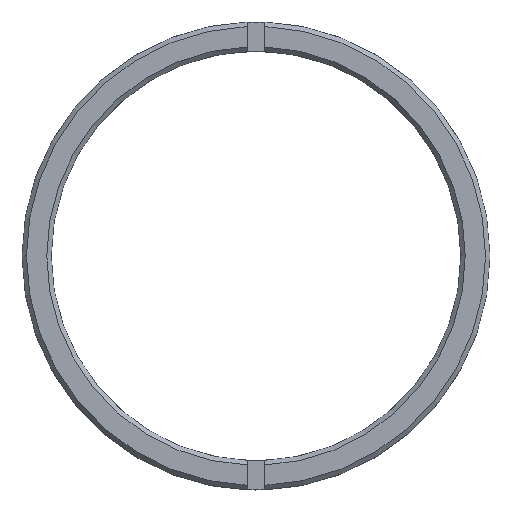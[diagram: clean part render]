
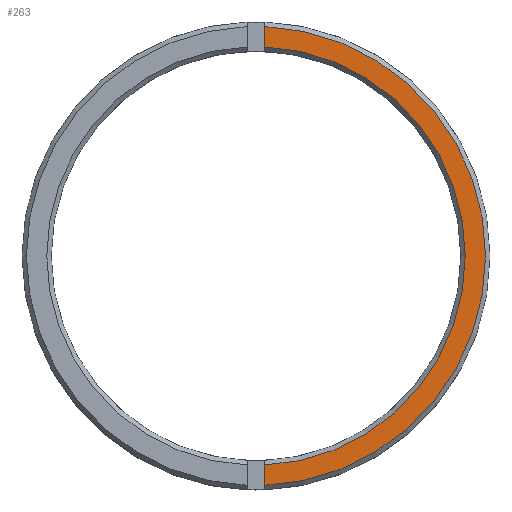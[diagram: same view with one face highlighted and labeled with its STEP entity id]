
A CAD part, top view. The second image highlights one B-rep face of the part: STEP entity #263.
In plain terms, the highlighted planar face has unit normal (0, 0, 1).
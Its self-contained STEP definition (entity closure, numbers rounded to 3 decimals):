
#30 = CARTESIAN_POINT ( 'NONE',  ( 0.5, 11.744, 2. ) ) ;
#31 = VERTEX_POINT ( 'NONE', #30 ) ;
#44 = DIRECTION ( 'NONE',  ( 1., 0., 0. ) ) ;
#52 = DIRECTION ( 'NONE',  ( 0., 0., 1. ) ) ;
#74 = DIRECTION ( 'NONE',  ( 0., 1., 0. ) ) ;
#104 = CARTESIAN_POINT ( 'NONE',  ( 0., 0., 2. ) ) ;
#133 = CARTESIAN_POINT ( 'NONE',  ( 0.5, 55., 2. ) ) ;
#150 = ORIENTED_EDGE ( 'NONE', *, *, #282, .T. ) ;
#152 = CARTESIAN_POINT ( 'NONE',  ( 0.5, -11.744, 2. ) ) ;
#182 = CIRCLE ( 'NONE', #589, 11.755 ) ;
#188 = CARTESIAN_POINT ( 'NONE',  ( 0., 0., 2. ) ) ;
#197 = ORIENTED_EDGE ( 'NONE', *, *, #534, .F. ) ;
#263 = ADVANCED_FACE ( 'NONE', ( #797 ), #375, .T. ) ;
#270 = LINE ( 'NONE', #133, #788 ) ;
#273 = CIRCLE ( 'NONE', #704, 11.755 ) ;
#282 = EDGE_CURVE ( 'NONE', #596, #586, #182, .T. ) ;
#306 = DIRECTION ( 'NONE',  ( 0., 0., -1. ) ) ;
#310 = DIRECTION ( 'NONE',  ( 0., 0., -1. ) ) ;
#311 = DIRECTION ( 'NONE',  ( 1., 0., 0. ) ) ;
#360 = DIRECTION ( 'NONE',  ( 0., 0., 1. ) ) ;
#375 = PLANE ( 'NONE',  #382 ) ;
#382 = AXIS2_PLACEMENT_3D ( 'NONE', #104, #52, #311 ) ;
#396 = AXIS2_PLACEMENT_3D ( 'NONE', #728, #360, #44 ) ;
#461 = CARTESIAN_POINT ( 'NONE',  ( 11.755, 0., 2. ) ) ;
#485 = CARTESIAN_POINT ( 'NONE',  ( 0.5, -12.885, 2. ) ) ;
#528 = ORIENTED_EDGE ( 'NONE', *, *, #770, .F. ) ;
#534 = EDGE_CURVE ( 'NONE', #31, #580, #270, .T. ) ;
#580 = VERTEX_POINT ( 'NONE', #651 ) ;
#586 = VERTEX_POINT ( 'NONE', #152 ) ;
#588 = VECTOR ( 'NONE', #676, 1000. ) ;
#589 = AXIS2_PLACEMENT_3D ( 'NONE', #681, #306, #787 ) ;
#596 = VERTEX_POINT ( 'NONE', #461 ) ;
#618 = LINE ( 'NONE', #803, #588 ) ;
#631 = DIRECTION ( 'NONE',  ( 1., 0., 0. ) ) ;
#648 = VERTEX_POINT ( 'NONE', #485 ) ;
#651 = CARTESIAN_POINT ( 'NONE',  ( 0.5, 12.885, 2. ) ) ;
#667 = ORIENTED_EDGE ( 'NONE', *, *, #780, .T. ) ;
#676 = DIRECTION ( 'NONE',  ( 0., 1., 0. ) ) ;
#681 = CARTESIAN_POINT ( 'NONE',  ( 0., 0., 2. ) ) ;
#704 = AXIS2_PLACEMENT_3D ( 'NONE', #188, #310, #631 ) ;
#716 = ORIENTED_EDGE ( 'NONE', *, *, #730, .T. ) ;
#728 = CARTESIAN_POINT ( 'NONE',  ( 0., 0., 2. ) ) ;
#730 = EDGE_CURVE ( 'NONE', #648, #580, #735, .T. ) ;
#735 = CIRCLE ( 'NONE', #396, 12.894 ) ;
#770 = EDGE_CURVE ( 'NONE', #648, #586, #618, .T. ) ;
#779 = EDGE_LOOP ( 'NONE', ( #528, #716, #197, #667, #150 ) ) ;
#780 = EDGE_CURVE ( 'NONE', #31, #596, #273, .T. ) ;
#787 = DIRECTION ( 'NONE',  ( 1., 0., 0. ) ) ;
#788 = VECTOR ( 'NONE', #74, 1000. ) ;
#797 = FACE_OUTER_BOUND ( 'NONE', #779, .T. ) ;
#803 = CARTESIAN_POINT ( 'NONE',  ( 0.5, 55., 2. ) ) ;
